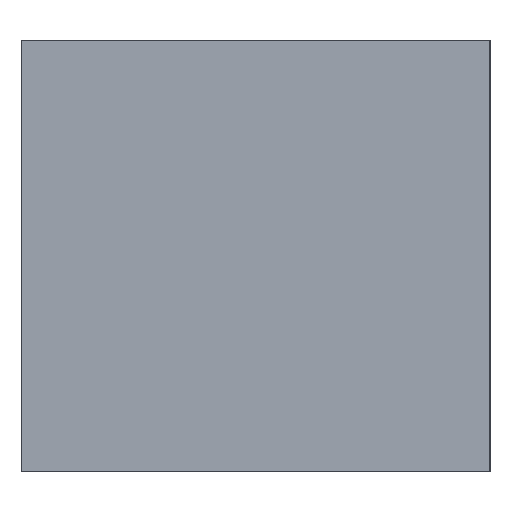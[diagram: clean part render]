
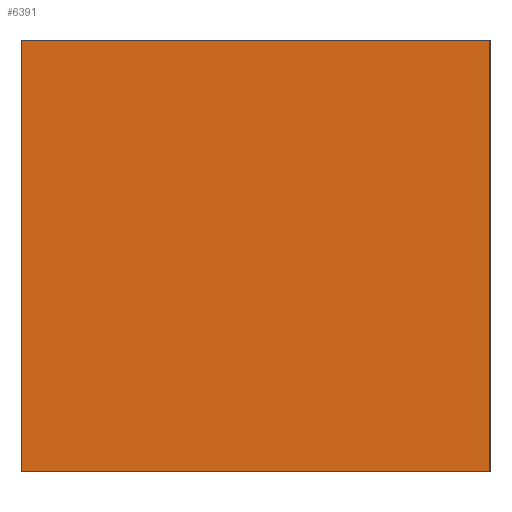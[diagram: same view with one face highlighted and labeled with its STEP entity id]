
A CAD part, left-side view. The second image highlights one B-rep face of the part: STEP entity #6391.
In plain terms, the highlighted planar face has unit normal (-1, 0, 0).
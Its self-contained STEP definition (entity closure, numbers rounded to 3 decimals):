
#66=PLANE('',#6841);
#518=FACE_OUTER_BOUND('',#909,.T.);
#909=EDGE_LOOP('',(#5646,#5647,#5648,#5649));
#1798=LINE('',#26883,#2153);
#1804=LINE('',#26895,#2159);
#1809=LINE('',#26904,#2164);
#1811=LINE('',#26907,#2166);
#2153=VECTOR('',#8044,10.);
#2159=VECTOR('',#8054,10.);
#2164=VECTOR('',#8063,10.);
#2166=VECTOR('',#8067,10.);
#2758=VERTEX_POINT('',#26880);
#2759=VERTEX_POINT('',#26882);
#2762=VERTEX_POINT('',#26892);
#2763=VERTEX_POINT('',#26894);
#3720=EDGE_CURVE('',#2759,#2758,#1798,.T.);
#3726=EDGE_CURVE('',#2763,#2762,#1804,.T.);
#3731=EDGE_CURVE('',#2762,#2759,#1809,.T.);
#3733=EDGE_CURVE('',#2758,#2763,#1811,.T.);
#5646=ORIENTED_EDGE('',*,*,#3726,.T.);
#5647=ORIENTED_EDGE('',*,*,#3731,.T.);
#5648=ORIENTED_EDGE('',*,*,#3720,.T.);
#5649=ORIENTED_EDGE('',*,*,#3733,.T.);
#6391=ADVANCED_FACE('',(#518),#66,.T.);
#6841=AXIS2_PLACEMENT_3D('',#26906,#8065,#8066);
#8044=DIRECTION('',(0.,0.,1.));
#8054=DIRECTION('',(0.,0.,-1.));
#8063=DIRECTION('',(0.,-1.,0.));
#8065=DIRECTION('center_axis',(-1.,0.,0.));
#8066=DIRECTION('ref_axis',(0.,0.,1.));
#8067=DIRECTION('',(0.,1.,0.));
#26880=CARTESIAN_POINT('',(-75.,-19.,17.5));
#26882=CARTESIAN_POINT('',(-75.,-19.,-17.5));
#26883=CARTESIAN_POINT('',(-75.,-19.,-17.5));
#26892=CARTESIAN_POINT('',(-75.,19.,-17.5));
#26894=CARTESIAN_POINT('',(-75.,19.,17.5));
#26895=CARTESIAN_POINT('',(-75.,19.,17.5));
#26904=CARTESIAN_POINT('',(-75.,19.,-17.5));
#26906=CARTESIAN_POINT('Origin',(-75.,0.,0.));
#26907=CARTESIAN_POINT('',(-75.,-19.,17.5));
